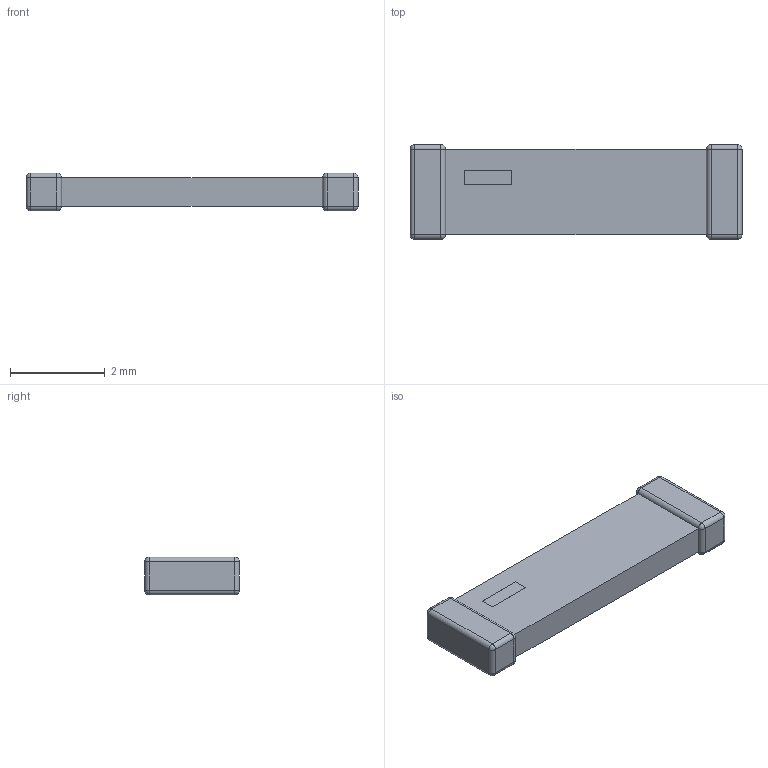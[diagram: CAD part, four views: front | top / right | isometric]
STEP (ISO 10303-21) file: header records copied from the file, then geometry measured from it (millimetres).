
FILE_DESCRIPTION (( 'STEP AP214' ), '1' );
FILE_NAME ('User Library-0868AT43A0020.STEP', '2021-06-03T15:07:11', ( '' ), ( '' ), 'SwSTEP 2.0', 'SolidWorks 2021', '' );
FILE_SCHEMA (( 'AUTOMOTIVE_DESIGN' ));
Length unit declared in the file: millimetre
Products named in the file (1): User Library-0868AT43A0020
Bounding box: 7 x 2 x 0.8 mm (x, y, z)
Volume: 8.3 mm3; surface area: 37.8 mm2
Topology: 1 solids, 1 shells, 59 faces, 128 edges, 56 vertices
Faces by surface type: cylinder 24, plane 19, sphere 16
Entity records: 2098 total; most frequent: DIRECTION 280, CARTESIAN_POINT 228, ORIENTED_EDGE 224, EDGE_CURVE 112, AXIS2_PLACEMENT_3D 108, LINE 64, VECTOR 64, UNCERTAINTY_MEASURE_WITH_UNIT 61
